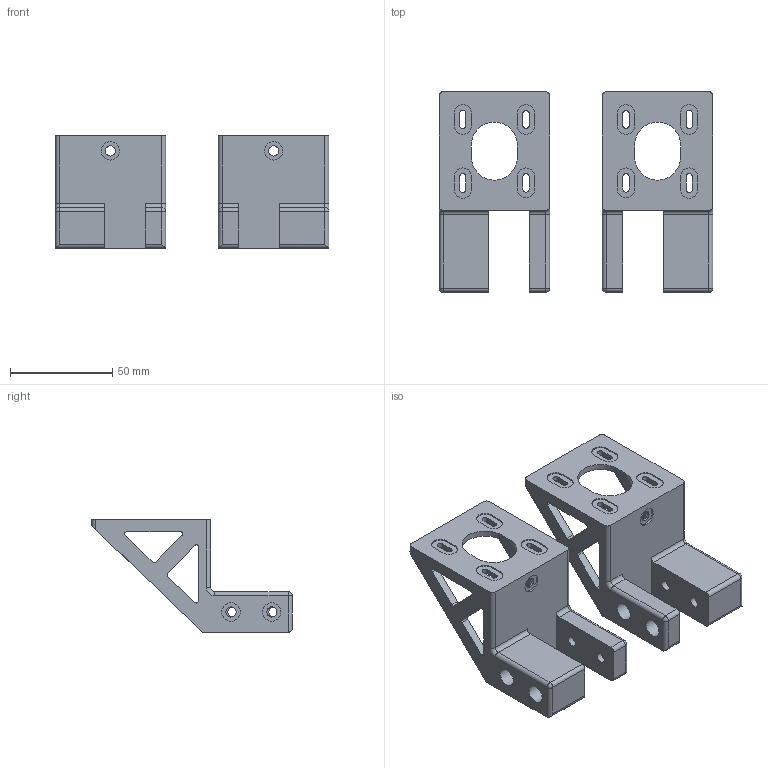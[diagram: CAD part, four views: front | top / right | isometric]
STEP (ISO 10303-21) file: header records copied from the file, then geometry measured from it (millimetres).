
FILE_DESCRIPTION(/* description */ (''),/* implementation_level */ '2;1');
FILE_NAME(/* name */ 'XY Motor Brackets.step',/* time_stamp */ '2020-06-08T21:24:27-05:00',/* author */ (''),/* organization */ (''),/* preprocessor_version */ 'ST-DEVELOPER v18.1',/* originating_system */ 'Autodesk Translation Framework v9.3.0.1241',/* authorisation */ '');
FILE_SCHEMA (('CONFIG_CONTROL_DESIGN','AUTOMOTIVE_DESIGN { 1 0 10303 214 3 1 1 }'));
Length unit declared in the file: millimetre
Products named in the file (1): XY Motor Brackets
Bounding box: 134.2 x 98.2 x 55.25 mm (x, y, z)
Volume: 98679.3 mm3; surface area: 48608.9 mm2
Topology: 2 solids, 2 shells, 256 faces, 664 edges, 432 vertices
Faces by surface type: plane 128, cylinder 120, torus 4, sphere 4
Full cylindrical faces by diameter (mm): 5 x10, 9 x10
Entity records: 7996 total; most frequent: DIRECTION 1418, CARTESIAN_POINT 1353, ORIENTED_EDGE 1328, EDGE_CURVE 664, AXIS2_PLACEMENT_3D 497, VERTEX_POINT 432, LINE 424, VECTOR 424
